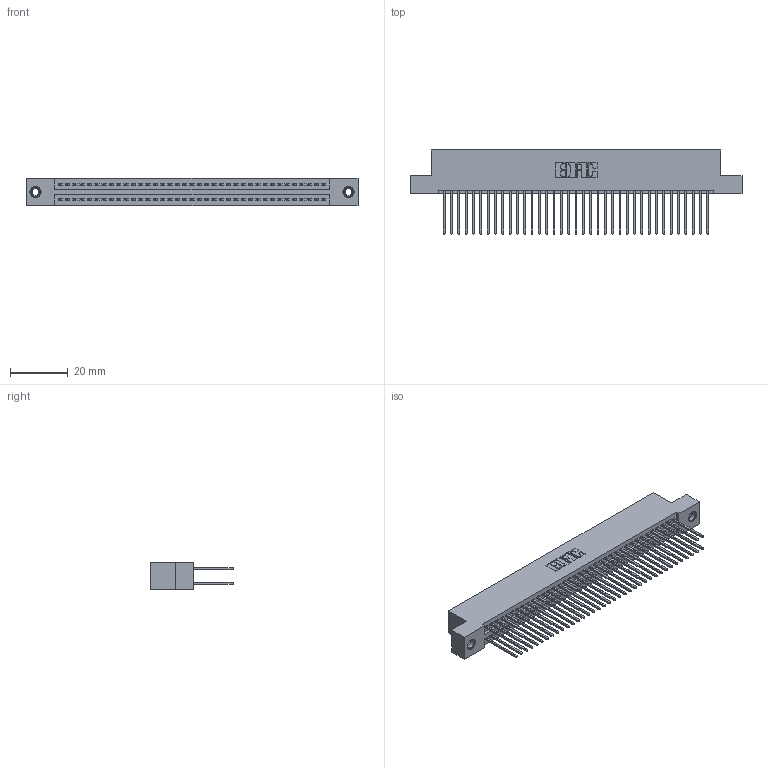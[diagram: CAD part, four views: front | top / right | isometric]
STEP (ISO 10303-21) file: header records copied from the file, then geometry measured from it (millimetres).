
FILE_DESCRIPTION (( 'STEP AP203' ), '1' );
FILE_NAME ('395-074-540-208.STEP', '2019-10-24T14:13:25', ( '' ), ( '' ), 'SwSTEP 2.0', 'SolidWorks 2016', '' );
FILE_SCHEMA (( 'CONFIG_CONTROL_DESIGN' ));
Length unit declared in the file: inch
Products named in the file (4): 395-074-540-208; 345 Part_Flush Mounting Lugs - 0.156 Dia-TI; 345-292-001_345-293-140; 345-250-001_345-250-003-102
Assembly tree (77 placements, depth 2):
  395-074-540-208
    345 Part_Flush Mounting Lugs - 0.156 Dia-TI
    345-292-001_345-293-140  x74
    345-250-001_345-250-003-102  x2
Bounding box: 115.19 x 29.13 x 9.4 mm (x, y, z)
Volume: 11417.2 mm3; surface area: 18094.6 mm2
Topology: 77 solids, 77 shells, 3886 faces, 11503 edges, 7562 vertices
Faces by surface type: plane 2554, cylinder 1316, cone 12, torus 4
Entity records: 30908 total; most frequent: CARTESIAN_POINT 5167, ORIENTED_EDGE 5094, DIRECTION 4589, EDGE_CURVE 2547, VECTOR 2247, LINE 2247, VERTEX_POINT 1692, AXIS2_PLACEMENT_3D 1171
